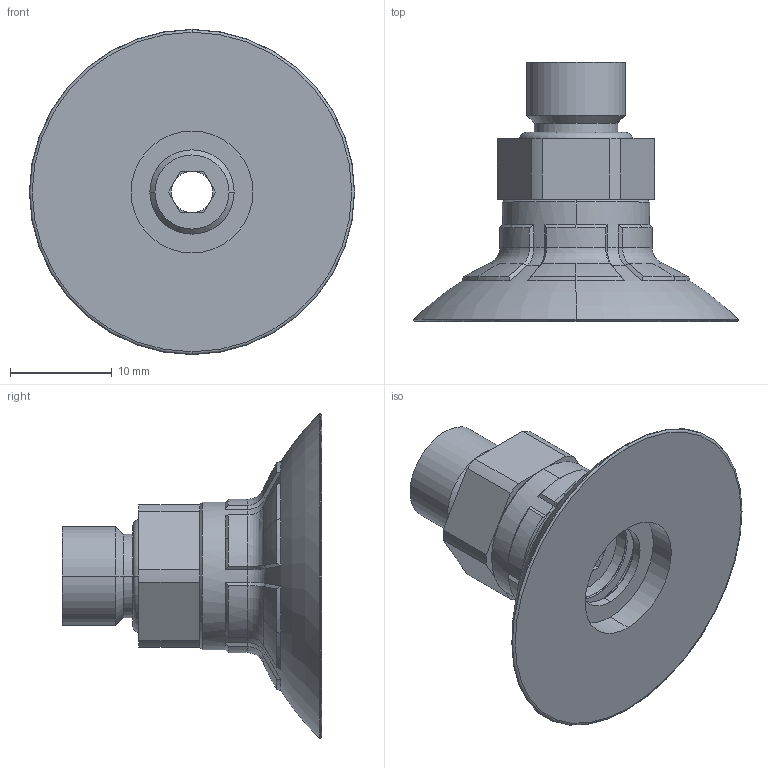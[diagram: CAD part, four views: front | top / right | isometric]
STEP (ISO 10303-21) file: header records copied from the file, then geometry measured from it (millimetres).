
FILE_DESCRIPTION (( 'STEP AP203' ), '1' );
FILE_NAME ('10.01.01.13244.step', '2021-04-14T12:43:01', ( '' ), ( '' ), 'SwSTEP 2.0', 'SolidWorks 2021', '' );
FILE_SCHEMA (( 'CONFIG_CONTROL_DESIGN' ));
Length unit declared in the file: millimetre
Products named in the file (1): 10.01.01.13244
Bounding box: 32 x 25.5 x 32 mm (x, y, z)
Volume: 4887.3 mm3; surface area: 3929.8 mm2
Topology: 3 solids, 3 shells, 182 faces, 427 edges, 256 vertices
Faces by surface type: plane 47, torus 38, cone 38, cylinder 35, bspline 24
Entity records: 5512 total; most frequent: CARTESIAN_POINT 1418, ORIENTED_EDGE 854, DIRECTION 817, EDGE_CURVE 427, AXIS2_PLACEMENT_3D 339, VERTEX_POINT 256, EDGE_LOOP 193, FACE_OUTER_BOUND 182
